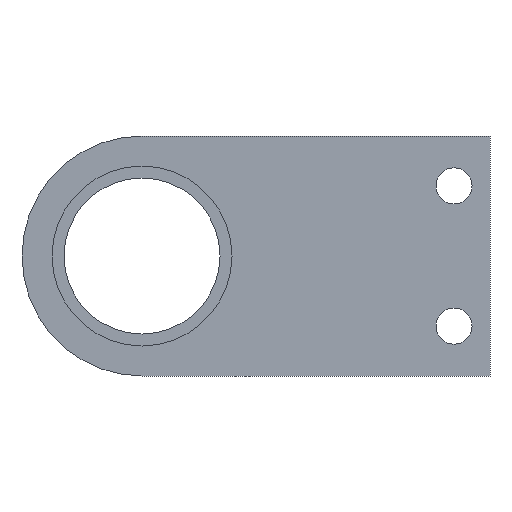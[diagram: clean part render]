
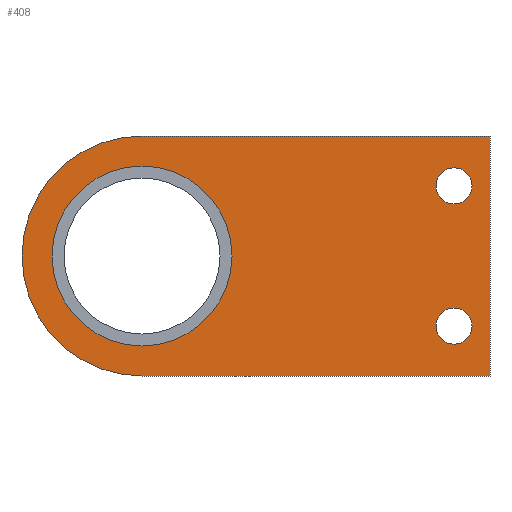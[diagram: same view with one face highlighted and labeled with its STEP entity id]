
A CAD part, front view. The second image highlights one B-rep face of the part: STEP entity #408.
In plain terms, the highlighted planar face has unit normal (0, -1, 0).
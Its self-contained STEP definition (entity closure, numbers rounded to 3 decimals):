
#2 = AXIS2_PLACEMENT_3D ( 'NONE', #61, #207, #397 ) ;
#3 = AXIS2_PLACEMENT_3D ( 'NONE', #325, #363, #360 ) ;
#6 = CIRCLE ( 'NONE', #180, 10. ) ;
#13 = CARTESIAN_POINT ( 'NONE',  ( 29., 46., 10. ) ) ;
#16 = VERTEX_POINT ( 'NONE', #48 ) ;
#17 = FACE_BOUND ( 'NONE', #439, .T. ) ;
#18 = EDGE_CURVE ( 'NONE', #467, #16, #144, .T. ) ;
#23 = ORIENTED_EDGE ( 'NONE', *, *, #131, .F. ) ;
#39 = AXIS2_PLACEMENT_3D ( 'NONE', #150, #104, #149 ) ;
#48 = CARTESIAN_POINT ( 'NONE',  ( 0., 46., 7.5 ) ) ;
#49 = DIRECTION ( 'NONE',  ( 0., 1., 0. ) ) ;
#56 = CIRCLE ( 'NONE', #202, 7.5 ) ;
#57 = VERTEX_POINT ( 'NONE', #354 ) ;
#59 = CARTESIAN_POINT ( 'NONE',  ( 0., 46., -7.5 ) ) ;
#61 = CARTESIAN_POINT ( 'NONE',  ( 26., 46., -5.842 ) ) ;
#63 = AXIS2_PLACEMENT_3D ( 'NONE', #345, #468, #128 ) ;
#65 = EDGE_CURVE ( 'NONE', #57, #160, #161, .T. ) ;
#68 = CARTESIAN_POINT ( 'NONE',  ( 26., 46., 5.842 ) ) ;
#75 = ORIENTED_EDGE ( 'NONE', *, *, #18, .F. ) ;
#83 = CIRCLE ( 'NONE', #93, 1.5 ) ;
#89 = ORIENTED_EDGE ( 'NONE', *, *, #314, .F. ) ;
#93 = AXIS2_PLACEMENT_3D ( 'NONE', #68, #176, #247 ) ;
#95 = DIRECTION ( 'NONE',  ( 0., 1., 0. ) ) ;
#99 = CARTESIAN_POINT ( 'NONE',  ( 29., 46., -10. ) ) ;
#100 = CARTESIAN_POINT ( 'NONE',  ( 26., 46., 7.342 ) ) ;
#102 = EDGE_LOOP ( 'NONE', ( #239, #212 ) ) ;
#104 = DIRECTION ( 'NONE',  ( 0., 1., 0. ) ) ;
#113 = ORIENTED_EDGE ( 'NONE', *, *, #197, .F. ) ;
#114 = CARTESIAN_POINT ( 'NONE',  ( 26., 46., 4.342 ) ) ;
#121 = CARTESIAN_POINT ( 'NONE',  ( 0., 46., 0. ) ) ;
#127 = PLANE ( 'NONE',  #3 ) ;
#128 = DIRECTION ( 'NONE',  ( 0., 0., -1. ) ) ;
#131 = EDGE_CURVE ( 'NONE', #16, #467, #56, .T. ) ;
#141 = VERTEX_POINT ( 'NONE', #114 ) ;
#142 = EDGE_CURVE ( 'NONE', #177, #256, #316, .T. ) ;
#144 = CIRCLE ( 'NONE', #63, 7.5 ) ;
#145 = DIRECTION ( 'NONE',  ( 1., 0., 0. ) ) ;
#149 = DIRECTION ( 'NONE',  ( 0., 0., 1. ) ) ;
#150 = CARTESIAN_POINT ( 'NONE',  ( 26., 46., 5.842 ) ) ;
#155 = EDGE_CURVE ( 'NONE', #141, #398, #399, .T. ) ;
#160 = VERTEX_POINT ( 'NONE', #252 ) ;
#161 = CIRCLE ( 'NONE', #253, 1.5 ) ;
#163 = FACE_BOUND ( 'NONE', #102, .T. ) ;
#167 = ORIENTED_EDGE ( 'NONE', *, *, #142, .F. ) ;
#171 = CARTESIAN_POINT ( 'NONE',  ( 0., 46., 0. ) ) ;
#172 = FACE_OUTER_BOUND ( 'NONE', #260, .T. ) ;
#173 = EDGE_LOOP ( 'NONE', ( #290, #441 ) ) ;
#176 = DIRECTION ( 'NONE',  ( 0., 1., 0. ) ) ;
#177 = VERTEX_POINT ( 'NONE', #99 ) ;
#180 = AXIS2_PLACEMENT_3D ( 'NONE', #121, #49, #454 ) ;
#197 = EDGE_CURVE ( 'NONE', #292, #480, #250, .T. ) ;
#202 = AXIS2_PLACEMENT_3D ( 'NONE', #171, #362, #225 ) ;
#207 = DIRECTION ( 'NONE',  ( 0., 1., 0. ) ) ;
#209 = EDGE_CURVE ( 'NONE', #160, #57, #297, .T. ) ;
#212 = ORIENTED_EDGE ( 'NONE', *, *, #155, .T. ) ;
#225 = DIRECTION ( 'NONE',  ( 0., 0., -1. ) ) ;
#226 = VECTOR ( 'NONE', #283, 1000. ) ;
#239 = ORIENTED_EDGE ( 'NONE', *, *, #415, .T. ) ;
#240 = DIRECTION ( 'NONE',  ( 0., 0., 1. ) ) ;
#247 = DIRECTION ( 'NONE',  ( 0., 0., 1. ) ) ;
#250 = LINE ( 'NONE', #394, #387 ) ;
#252 = CARTESIAN_POINT ( 'NONE',  ( 26., 46., -4.342 ) ) ;
#253 = AXIS2_PLACEMENT_3D ( 'NONE', #389, #95, #240 ) ;
#256 = VERTEX_POINT ( 'NONE', #452 ) ;
#260 = EDGE_LOOP ( 'NONE', ( #393, #167, #89, #113 ) ) ;
#283 = DIRECTION ( 'NONE',  ( -1., 0., 0. ) ) ;
#290 = ORIENTED_EDGE ( 'NONE', *, *, #209, .T. ) ;
#292 = VERTEX_POINT ( 'NONE', #416 ) ;
#296 = LINE ( 'NONE', #13, #318 ) ;
#297 = CIRCLE ( 'NONE', #2, 1.5 ) ;
#314 = EDGE_CURVE ( 'NONE', #480, #177, #296, .T. ) ;
#316 = LINE ( 'NONE', #373, #226 ) ;
#318 = VECTOR ( 'NONE', #384, 1000. ) ;
#325 = CARTESIAN_POINT ( 'NONE',  ( 0., 46., 0. ) ) ;
#345 = CARTESIAN_POINT ( 'NONE',  ( 0., 46., 0. ) ) ;
#354 = CARTESIAN_POINT ( 'NONE',  ( 26., 46., -7.342 ) ) ;
#355 = FACE_BOUND ( 'NONE', #173, .T. ) ;
#360 = DIRECTION ( 'NONE',  ( 0., 0., 1. ) ) ;
#362 = DIRECTION ( 'NONE',  ( 0., -1., 0. ) ) ;
#363 = DIRECTION ( 'NONE',  ( 0., 1., 0. ) ) ;
#373 = CARTESIAN_POINT ( 'NONE',  ( 29., 46., -10. ) ) ;
#374 = EDGE_CURVE ( 'NONE', #256, #292, #6, .T. ) ;
#384 = DIRECTION ( 'NONE',  ( 0., 0., -1. ) ) ;
#387 = VECTOR ( 'NONE', #145, 1000. ) ;
#389 = CARTESIAN_POINT ( 'NONE',  ( 26., 46., -5.842 ) ) ;
#393 = ORIENTED_EDGE ( 'NONE', *, *, #374, .F. ) ;
#394 = CARTESIAN_POINT ( 'NONE',  ( 0., 46., 10. ) ) ;
#397 = DIRECTION ( 'NONE',  ( 0., 0., 1. ) ) ;
#398 = VERTEX_POINT ( 'NONE', #100 ) ;
#399 = CIRCLE ( 'NONE', #39, 1.5 ) ;
#408 = ADVANCED_FACE ( 'NONE', ( #163, #355, #17, #172 ), #127, .F. ) ;
#415 = EDGE_CURVE ( 'NONE', #398, #141, #83, .T. ) ;
#416 = CARTESIAN_POINT ( 'NONE',  ( 0., 46., 10. ) ) ;
#431 = CARTESIAN_POINT ( 'NONE',  ( 29., 46., 10. ) ) ;
#439 = EDGE_LOOP ( 'NONE', ( #75, #23 ) ) ;
#441 = ORIENTED_EDGE ( 'NONE', *, *, #65, .T. ) ;
#452 = CARTESIAN_POINT ( 'NONE',  ( 0., 46., -10. ) ) ;
#454 = DIRECTION ( 'NONE',  ( 0., 0., 1. ) ) ;
#467 = VERTEX_POINT ( 'NONE', #59 ) ;
#468 = DIRECTION ( 'NONE',  ( 0., -1., 0. ) ) ;
#480 = VERTEX_POINT ( 'NONE', #431 ) ;
